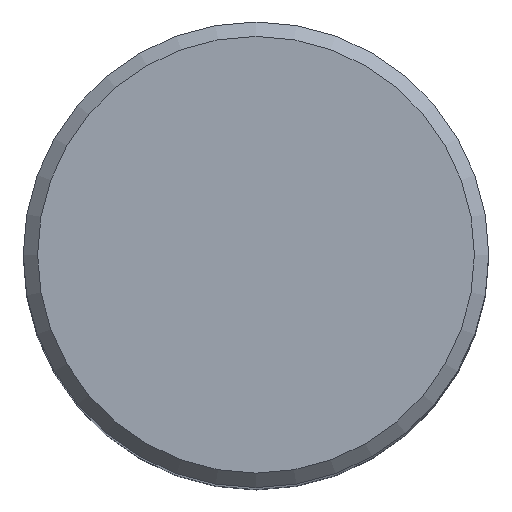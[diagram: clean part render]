
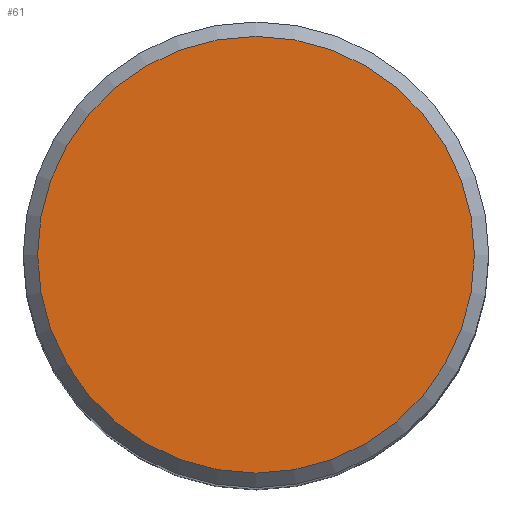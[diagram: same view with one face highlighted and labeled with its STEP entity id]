
A CAD part, top view. The second image highlights one B-rep face of the part: STEP entity #61.
In plain terms, the highlighted planar face has unit normal (0, 0, 1).
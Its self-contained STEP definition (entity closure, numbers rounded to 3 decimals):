
#51=PLANE('',#170);
#56=FACE_OUTER_BOUND('',#80,.T.);
#61=ADVANCED_FACE('',(#56),#51,.T.);
#80=EDGE_LOOP('',(#92));
#92=ORIENTED_EDGE('',*,*,#108,.F.);
#102=VERTEX_POINT('',#239);
#108=EDGE_CURVE('',#102,#102,#114,.T.);
#114=CIRCLE('',#167,11.913);
#167=AXIS2_PLACEMENT_3D('',#238,#189,#190);
#170=AXIS2_PLACEMENT_3D('',#243,#195,#196);
#189=DIRECTION('',(0.,0.,-1.));
#190=DIRECTION('',(-1.,0.,0.));
#195=DIRECTION('',(0.,0.,1.));
#196=DIRECTION('',(-1.,0.,0.));
#238=CARTESIAN_POINT('',(0.,0.,0.));
#239=CARTESIAN_POINT('',(-11.913,0.,0.));
#243=CARTESIAN_POINT('',(11.913,0.,0.));
